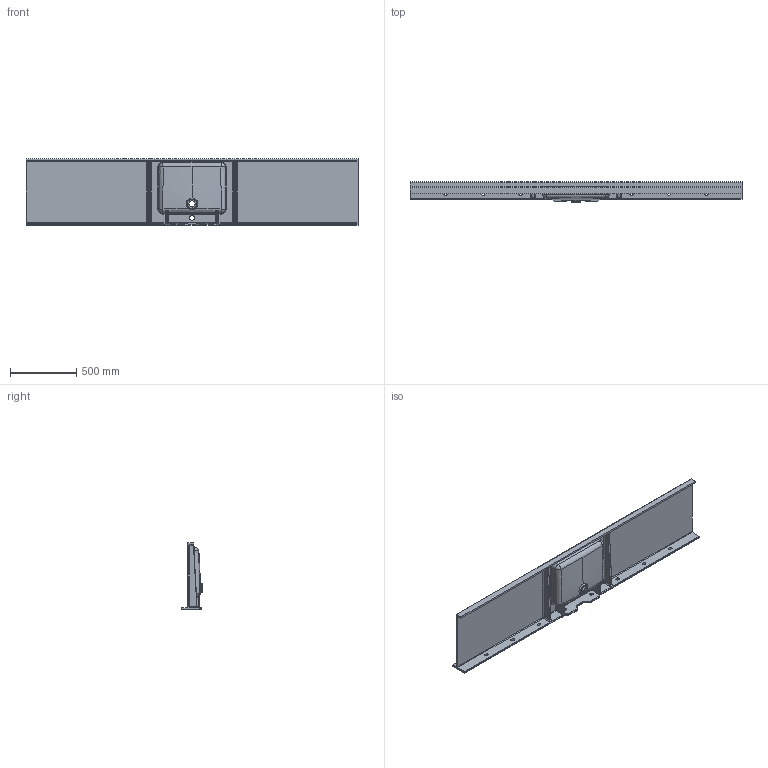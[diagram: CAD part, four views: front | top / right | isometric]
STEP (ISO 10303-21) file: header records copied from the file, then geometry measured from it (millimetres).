
FILE_DESCRIPTION (( 'STEP AP203' ), '1' );
FILE_NAME ('Jerico.STEP', '2021-08-17T09:51:50', ( '' ), ( '' ), 'SwSTEP 2.0', 'SolidWorks 2020', '' );
FILE_SCHEMA (( 'CONFIG_CONTROL_DESIGN' ));
Length unit declared in the file: millimetre
Products named in the file (1): Jerico
Bounding box: 2500 x 154 x 500 mm (x, y, z)
Volume: 22720031.4 mm3; surface area: 3629228.1 mm2
Topology: 1 solids, 1 shells, 260 faces, 660 edges, 372 vertices
Faces by surface type: cylinder 96, plane 66, bspline 59, torus 17, cone 14, sphere 8
Entity records: 30955 total; most frequent: CARTESIAN_POINT 25355, ORIENTED_EDGE 1260, DIRECTION 1027, EDGE_CURVE 630, AXIS2_PLACEMENT_3D 376, VERTEX_POINT 372, EDGE_LOOP 280, LINE 275
